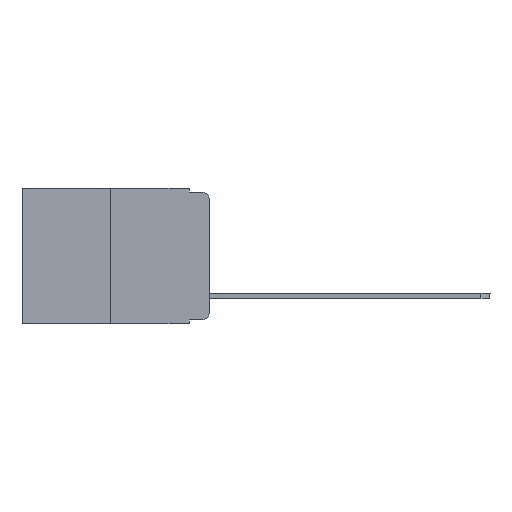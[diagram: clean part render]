
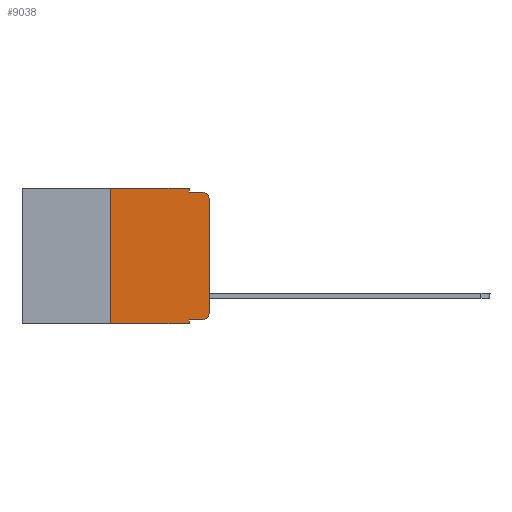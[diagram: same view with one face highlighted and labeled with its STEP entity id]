
A CAD part, left-side view. The second image highlights one B-rep face of the part: STEP entity #9038.
In plain terms, the highlighted planar face has unit normal (-1, 0, 0).
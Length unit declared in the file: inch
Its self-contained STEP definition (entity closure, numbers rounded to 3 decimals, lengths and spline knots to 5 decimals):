
#239 = CIRCLE ( 'NONE', #2043, 0.02 ) ;
#297 = CARTESIAN_POINT ( 'NONE',  ( 0., 0.473, 0. ) ) ;
#359 = EDGE_CURVE ( 'NONE', #6285, #9434, #2825, .T. ) ;
#382 = DIRECTION ( 'NONE',  ( 0., 0., -1. ) ) ;
#394 = VECTOR ( 'NONE', #2510, 39.37008 ) ;
#408 = ORIENTED_EDGE ( 'NONE', *, *, #10254, .F. ) ;
#1086 = CARTESIAN_POINT ( 'NONE',  ( 0., 0.051, 0. ) ) ;
#1120 = CARTESIAN_POINT ( 'NONE',  ( 0., 0.051, -0.01 ) ) ;
#1193 = DIRECTION ( 'NONE',  ( 0., 0., 1. ) ) ;
#2043 = AXIS2_PLACEMENT_3D ( 'NONE', #11493, #6128, #10439 ) ;
#2380 = EDGE_CURVE ( 'NONE', #7511, #4313, #13830, .T. ) ;
#2510 = DIRECTION ( 'NONE',  ( 0., -1., 0. ) ) ;
#2577 = DIRECTION ( 'NONE',  ( 1., 0., 0. ) ) ;
#2578 = LINE ( 'NONE', #12378, #394 ) ;
#2825 = LINE ( 'NONE', #11161, #13897 ) ;
#2895 = AXIS2_PLACEMENT_3D ( 'NONE', #4620, #2577, #382 ) ;
#3161 = VERTEX_POINT ( 'NONE', #13379 ) ;
#3302 = DIRECTION ( 'NONE',  ( 0., 0., -1. ) ) ;
#3473 = EDGE_CURVE ( 'NONE', #7592, #6285, #5664, .T. ) ;
#3624 = DIRECTION ( 'NONE',  ( -1., 0., 0. ) ) ;
#3657 = VERTEX_POINT ( 'NONE', #4159 ) ;
#3851 = CARTESIAN_POINT ( 'NONE',  ( 0., 0.25, -0.343 ) ) ;
#4159 = CARTESIAN_POINT ( 'NONE',  ( 0., 0.051, -0.333 ) ) ;
#4180 = EDGE_CURVE ( 'NONE', #4772, #7708, #239, .T. ) ;
#4313 = VERTEX_POINT ( 'NONE', #8807 ) ;
#4602 = DIRECTION ( 'NONE',  ( 0., -1., 0. ) ) ;
#4620 = CARTESIAN_POINT ( 'NONE',  ( 0., 0.473, 0. ) ) ;
#4772 = VERTEX_POINT ( 'NONE', #9993 ) ;
#5267 = CARTESIAN_POINT ( 'NONE',  ( 0., 0.02, -0.01 ) ) ;
#5330 = ORIENTED_EDGE ( 'NONE', *, *, #12234, .T. ) ;
#5493 = LINE ( 'NONE', #1120, #8975 ) ;
#5562 = ORIENTED_EDGE ( 'NONE', *, *, #6447, .T. ) ;
#5570 = DIRECTION ( 'NONE',  ( 0., 0., 1. ) ) ;
#5664 = LINE ( 'NONE', #297, #12428 ) ;
#6128 = DIRECTION ( 'NONE',  ( -1., 0., 0. ) ) ;
#6285 = VERTEX_POINT ( 'NONE', #1086 ) ;
#6379 = ORIENTED_EDGE ( 'NONE', *, *, #3473, .F. ) ;
#6447 = EDGE_CURVE ( 'NONE', #12871, #3161, #13087, .T. ) ;
#6525 = CARTESIAN_POINT ( 'NONE',  ( 0., 0.02, -0.313 ) ) ;
#6725 = EDGE_CURVE ( 'NONE', #7511, #7592, #8746, .T. ) ;
#6852 = DIRECTION ( 'NONE',  ( 0., 0., -1. ) ) ;
#7160 = VECTOR ( 'NONE', #1193, 39.37008 ) ;
#7317 = CARTESIAN_POINT ( 'NONE',  ( 0., 0.051, 0. ) ) ;
#7372 = ORIENTED_EDGE ( 'NONE', *, *, #6725, .F. ) ;
#7511 = VERTEX_POINT ( 'NONE', #3851 ) ;
#7556 = EDGE_LOOP ( 'NONE', ( #8478, #11725, #408, #12571, #6379, #7372, #11700, #8196, #5330, #5562 ) ) ;
#7592 = VERTEX_POINT ( 'NONE', #12738 ) ;
#7708 = VERTEX_POINT ( 'NONE', #5267 ) ;
#7727 = PLANE ( 'NONE',  #2895 ) ;
#7858 = DIRECTION ( 'NONE',  ( 0., 0., -1. ) ) ;
#7925 = VECTOR ( 'NONE', #5570, 39.37008 ) ;
#8169 = VECTOR ( 'NONE', #8256, 39.37008 ) ;
#8196 = ORIENTED_EDGE ( 'NONE', *, *, #11578, .F. ) ;
#8256 = DIRECTION ( 'NONE',  ( 0., -1., 0. ) ) ;
#8478 = ORIENTED_EDGE ( 'NONE', *, *, #10327, .T. ) ;
#8666 = DIRECTION ( 'NONE',  ( 0., -1., 0. ) ) ;
#8715 = VECTOR ( 'NONE', #3302, 39.37008 ) ;
#8746 = LINE ( 'NONE', #10462, #7925 ) ;
#8807 = CARTESIAN_POINT ( 'NONE',  ( 0., 0.051, -0.343 ) ) ;
#8975 = VECTOR ( 'NONE', #8666, 39.37008 ) ;
#9038 = ADVANCED_FACE ( 'NONE', ( #10973 ), #7727, .F. ) ;
#9434 = VERTEX_POINT ( 'NONE', #10959 ) ;
#9993 = CARTESIAN_POINT ( 'NONE',  ( 0., 0., -0.03 ) ) ;
#10254 = EDGE_CURVE ( 'NONE', #9434, #7708, #5493, .T. ) ;
#10327 = EDGE_CURVE ( 'NONE', #3161, #4772, #12967, .T. ) ;
#10439 = DIRECTION ( 'NONE',  ( 0., 0., -1. ) ) ;
#10462 = CARTESIAN_POINT ( 'NONE',  ( 0., 0.25, 0. ) ) ;
#10586 = CARTESIAN_POINT ( 'NONE',  ( 0., 0.473, -0.343 ) ) ;
#10788 = CARTESIAN_POINT ( 'NONE',  ( 0., 0., 0. ) ) ;
#10857 = CARTESIAN_POINT ( 'NONE',  ( 0., 0.02, -0.333 ) ) ;
#10959 = CARTESIAN_POINT ( 'NONE',  ( 0., 0.051, -0.01 ) ) ;
#10973 = FACE_OUTER_BOUND ( 'NONE', #7556, .T. ) ;
#11161 = CARTESIAN_POINT ( 'NONE',  ( 0., 0.051, 0. ) ) ;
#11493 = CARTESIAN_POINT ( 'NONE',  ( 0., 0.02, -0.03 ) ) ;
#11578 = EDGE_CURVE ( 'NONE', #3657, #4313, #12692, .T. ) ;
#11700 = ORIENTED_EDGE ( 'NONE', *, *, #2380, .T. ) ;
#11725 = ORIENTED_EDGE ( 'NONE', *, *, #4180, .T. ) ;
#12234 = EDGE_CURVE ( 'NONE', #3657, #12871, #2578, .T. ) ;
#12378 = CARTESIAN_POINT ( 'NONE',  ( 0., 0.051, -0.333 ) ) ;
#12428 = VECTOR ( 'NONE', #4602, 39.37008 ) ;
#12571 = ORIENTED_EDGE ( 'NONE', *, *, #359, .F. ) ;
#12692 = LINE ( 'NONE', #7317, #8715 ) ;
#12738 = CARTESIAN_POINT ( 'NONE',  ( 0., 0.25, 0. ) ) ;
#12866 = AXIS2_PLACEMENT_3D ( 'NONE', #6525, #3624, #7858 ) ;
#12871 = VERTEX_POINT ( 'NONE', #10857 ) ;
#12967 = LINE ( 'NONE', #10788, #7160 ) ;
#13087 = CIRCLE ( 'NONE', #12866, 0.02 ) ;
#13379 = CARTESIAN_POINT ( 'NONE',  ( 0., 0., -0.313 ) ) ;
#13830 = LINE ( 'NONE', #10586, #8169 ) ;
#13897 = VECTOR ( 'NONE', #6852, 39.37008 ) ;
